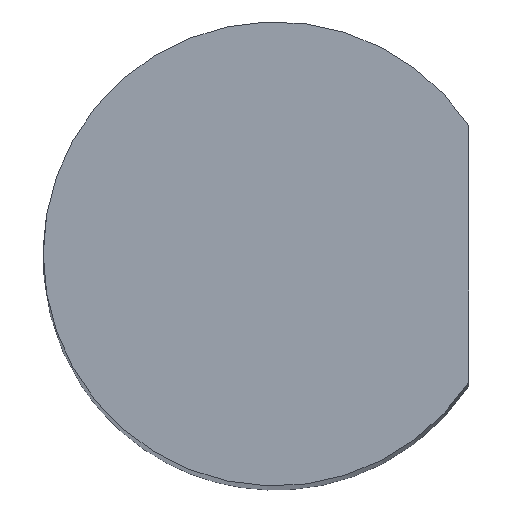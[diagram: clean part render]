
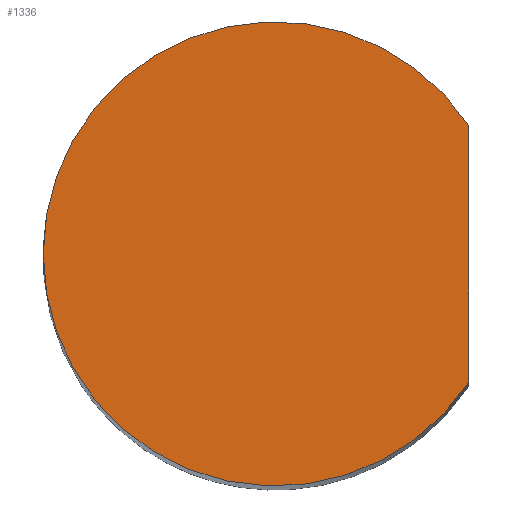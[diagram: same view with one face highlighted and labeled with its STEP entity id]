
A CAD part, top view. The second image highlights one B-rep face of the part: STEP entity #1336.
In plain terms, the highlighted planar face has unit normal (0, 0, 1).
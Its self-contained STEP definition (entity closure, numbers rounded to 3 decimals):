
#488 = CYLINDRICAL_SURFACE('',#489,10.8);
#489 = AXIS2_PLACEMENT_3D('',#490,#491,#492);
#490 = CARTESIAN_POINT('',(0.,-4.95,6.5));
#491 = DIRECTION('',(0.,0.,-1.));
#492 = DIRECTION('',(-1.,0.,0.));
#572 = PLANE('',#573);
#573 = AXIS2_PLACEMENT_3D('',#574,#575,#576);
#574 = CARTESIAN_POINT('',(9.,-10.92,6.5));
#575 = DIRECTION('',(-1.,0.,0.));
#576 = DIRECTION('',(0.,1.,0.));
#1148 = VERTEX_POINT('',#1149);
#1149 = CARTESIAN_POINT('',(9.,-10.92,121.5));
#1170 = EDGE_CURVE('',#1148,#1171,#1173,.T.);
#1171 = VERTEX_POINT('',#1172);
#1172 = CARTESIAN_POINT('',(9.,1.02,121.5));
#1173 = SURFACE_CURVE('',#1174,(#1178,#1185),.PCURVE_S1.);
#1174 = LINE('',#1175,#1176);
#1175 = CARTESIAN_POINT('',(9.,-10.92,121.5));
#1176 = VECTOR('',#1177,1.);
#1177 = DIRECTION('',(0.,1.,0.));
#1178 = PCURVE('',#572,#1179);
#1179 = DEFINITIONAL_REPRESENTATION('',(#1180),#1184);
#1180 = LINE('',#1181,#1182);
#1181 = CARTESIAN_POINT('',(0.,-115.));
#1182 = VECTOR('',#1183,1.);
#1183 = DIRECTION('',(1.,0.));
#1184 = ( GEOMETRIC_REPRESENTATION_CONTEXT(2) 
PARAMETRIC_REPRESENTATION_CONTEXT() REPRESENTATION_CONTEXT('2D SPACE',''
  ) );
#1185 = PCURVE('',#1186,#1191);
#1186 = PLANE('',#1187);
#1187 = AXIS2_PLACEMENT_3D('',#1188,#1189,#1190);
#1188 = CARTESIAN_POINT('',(0.371,-4.95,121.5));
#1189 = DIRECTION('',(0.,0.,1.));
#1190 = DIRECTION('',(1.,0.,0.));
#1191 = DEFINITIONAL_REPRESENTATION('',(#1192),#1196);
#1192 = LINE('',#1193,#1194);
#1193 = CARTESIAN_POINT('',(8.629,-5.97));
#1194 = VECTOR('',#1195,1.);
#1195 = DIRECTION('',(0.,1.));
#1196 = ( GEOMETRIC_REPRESENTATION_CONTEXT(2) 
PARAMETRIC_REPRESENTATION_CONTEXT() REPRESENTATION_CONTEXT('2D SPACE',''
  ) );
#1310 = EDGE_CURVE('',#1171,#1148,#1311,.T.);
#1311 = SURFACE_CURVE('',#1312,(#1317,#1324),.PCURVE_S1.);
#1312 = CIRCLE('',#1313,10.8);
#1313 = AXIS2_PLACEMENT_3D('',#1314,#1315,#1316);
#1314 = CARTESIAN_POINT('',(0.,-4.95,121.5));
#1315 = DIRECTION('',(0.,0.,1.));
#1316 = DIRECTION('',(-1.,0.,0.));
#1317 = PCURVE('',#488,#1318);
#1318 = DEFINITIONAL_REPRESENTATION('',(#1319),#1323);
#1319 = LINE('',#1320,#1321);
#1320 = CARTESIAN_POINT('',(-0.,-115.));
#1321 = VECTOR('',#1322,1.);
#1322 = DIRECTION('',(-1.,0.));
#1323 = ( GEOMETRIC_REPRESENTATION_CONTEXT(2) 
PARAMETRIC_REPRESENTATION_CONTEXT() REPRESENTATION_CONTEXT('2D SPACE',''
  ) );
#1324 = PCURVE('',#1186,#1325);
#1325 = DEFINITIONAL_REPRESENTATION('',(#1326),#1330);
#1326 = CIRCLE('',#1327,10.8);
#1327 = AXIS2_PLACEMENT_2D('',#1328,#1329);
#1328 = CARTESIAN_POINT('',(-0.371,0.));
#1329 = DIRECTION('',(-1.,0.));
#1330 = ( GEOMETRIC_REPRESENTATION_CONTEXT(2) 
PARAMETRIC_REPRESENTATION_CONTEXT() REPRESENTATION_CONTEXT('2D SPACE',''
  ) );
#1336 = ADVANCED_FACE('',(#1337),#1186,.T.);
#1337 = FACE_BOUND('',#1338,.T.);
#1338 = EDGE_LOOP('',(#1339,#1340));
#1339 = ORIENTED_EDGE('',*,*,#1170,.T.);
#1340 = ORIENTED_EDGE('',*,*,#1310,.T.);
